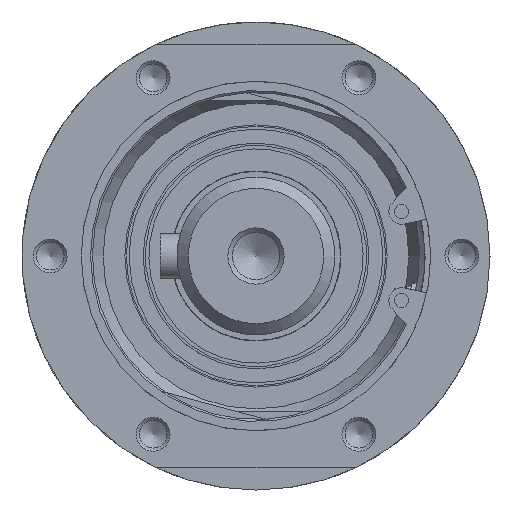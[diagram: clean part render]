
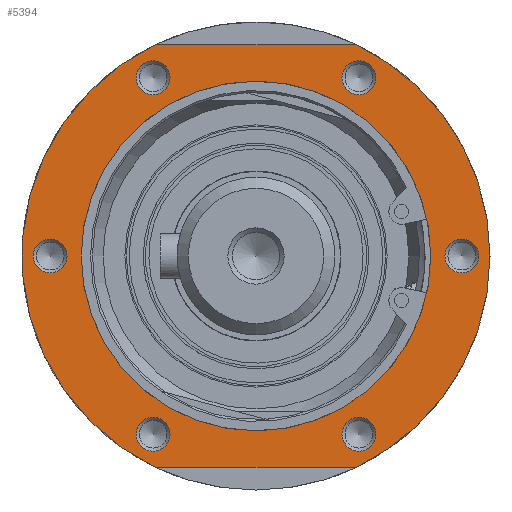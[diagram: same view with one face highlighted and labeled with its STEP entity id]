
A CAD part, left-side view. The second image highlights one B-rep face of the part: STEP entity #5394.
In plain terms, the highlighted planar face has unit normal (-1, 0, 0).
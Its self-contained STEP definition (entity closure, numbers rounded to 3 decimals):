
#439=FACE_BOUND('',#976,.T.);
#440=FACE_BOUND('',#977,.T.);
#441=FACE_BOUND('',#978,.T.);
#442=FACE_BOUND('',#979,.T.);
#443=FACE_BOUND('',#980,.T.);
#444=FACE_BOUND('',#981,.T.);
#445=FACE_BOUND('',#982,.T.);
#499=PLANE('',#5789);
#670=FACE_OUTER_BOUND('',#975,.T.);
#975=EDGE_LOOP('',(#3871,#3872,#3873,#3874,#3875));
#976=EDGE_LOOP('',(#3876));
#977=EDGE_LOOP('',(#3877));
#978=EDGE_LOOP('',(#3878));
#979=EDGE_LOOP('',(#3879,#3880));
#980=EDGE_LOOP('',(#3881));
#981=EDGE_LOOP('',(#3882));
#982=EDGE_LOOP('',(#3883));
#1338=CIRCLE('',#5782,41.5);
#1339=CIRCLE('',#5783,41.5);
#1340=CIRCLE('',#5784,41.5);
#1341=CIRCLE('',#5786,3.);
#1344=CIRCLE('',#5790,3.);
#1345=CIRCLE('',#5791,3.);
#1346=CIRCLE('',#5792,3.);
#1347=CIRCLE('',#5793,31.);
#1348=CIRCLE('',#5794,31.);
#1349=CIRCLE('',#5795,3.);
#1350=CIRCLE('',#5796,3.);
#1662=LINE('',#8297,#2037);
#1666=LINE('',#8308,#2041);
#2037=VECTOR('',#6551,10.);
#2041=VECTOR('',#6561,10.);
#2451=VERTEX_POINT('',#8294);
#2452=VERTEX_POINT('',#8296);
#2455=VERTEX_POINT('',#8305);
#2456=VERTEX_POINT('',#8307);
#2459=VERTEX_POINT('',#8315);
#2460=VERTEX_POINT('',#8321);
#2463=VERTEX_POINT('',#8329);
#2464=VERTEX_POINT('',#8331);
#2465=VERTEX_POINT('',#8333);
#2466=VERTEX_POINT('',#8335);
#2467=VERTEX_POINT('',#8336);
#2468=VERTEX_POINT('',#8339);
#2469=VERTEX_POINT('',#8341);
#3010=EDGE_CURVE('',#2452,#2451,#1662,.T.);
#3015=EDGE_CURVE('',#2456,#2455,#1666,.T.);
#3020=EDGE_CURVE('',#2459,#2451,#1338,.T.);
#3021=EDGE_CURVE('',#2452,#2455,#1339,.T.);
#3022=EDGE_CURVE('',#2456,#2459,#1340,.T.);
#3023=EDGE_CURVE('',#2460,#2460,#1341,.T.);
#3027=EDGE_CURVE('',#2463,#2463,#1344,.T.);
#3028=EDGE_CURVE('',#2464,#2464,#1345,.T.);
#3029=EDGE_CURVE('',#2465,#2465,#1346,.T.);
#3030=EDGE_CURVE('',#2466,#2467,#1347,.T.);
#3031=EDGE_CURVE('',#2467,#2466,#1348,.T.);
#3032=EDGE_CURVE('',#2468,#2468,#1349,.T.);
#3033=EDGE_CURVE('',#2469,#2469,#1350,.T.);
#3871=ORIENTED_EDGE('',*,*,#3010,.T.);
#3872=ORIENTED_EDGE('',*,*,#3020,.F.);
#3873=ORIENTED_EDGE('',*,*,#3022,.F.);
#3874=ORIENTED_EDGE('',*,*,#3015,.T.);
#3875=ORIENTED_EDGE('',*,*,#3021,.F.);
#3876=ORIENTED_EDGE('',*,*,#3027,.F.);
#3877=ORIENTED_EDGE('',*,*,#3028,.F.);
#3878=ORIENTED_EDGE('',*,*,#3029,.F.);
#3879=ORIENTED_EDGE('',*,*,#3030,.T.);
#3880=ORIENTED_EDGE('',*,*,#3031,.T.);
#3881=ORIENTED_EDGE('',*,*,#3032,.F.);
#3882=ORIENTED_EDGE('',*,*,#3033,.F.);
#3883=ORIENTED_EDGE('',*,*,#3023,.F.);
#5394=ADVANCED_FACE('',(#670,#439,#440,#441,#442,#443,#444,#445),#499,.T.);
#5782=AXIS2_PLACEMENT_3D('',#8317,#6570,#6571);
#5783=AXIS2_PLACEMENT_3D('',#8318,#6572,#6573);
#5784=AXIS2_PLACEMENT_3D('',#8319,#6574,#6575);
#5786=AXIS2_PLACEMENT_3D('',#8322,#6578,#6579);
#5789=AXIS2_PLACEMENT_3D('',#8328,#6585,#6586);
#5790=AXIS2_PLACEMENT_3D('',#8330,#6587,#6588);
#5791=AXIS2_PLACEMENT_3D('',#8332,#6589,#6590);
#5792=AXIS2_PLACEMENT_3D('',#8334,#6591,#6592);
#5793=AXIS2_PLACEMENT_3D('',#8337,#6593,#6594);
#5794=AXIS2_PLACEMENT_3D('',#8338,#6595,#6596);
#5795=AXIS2_PLACEMENT_3D('',#8340,#6597,#6598);
#5796=AXIS2_PLACEMENT_3D('',#8342,#6599,#6600);
#6551=DIRECTION('',(0.,-1.,0.));
#6561=DIRECTION('',(0.,1.,0.));
#6570=DIRECTION('center_axis',(1.,0.,0.));
#6571=DIRECTION('ref_axis',(0.,1.,0.));
#6572=DIRECTION('center_axis',(1.,0.,0.));
#6573=DIRECTION('ref_axis',(0.,1.,0.));
#6574=DIRECTION('center_axis',(1.,0.,0.));
#6575=DIRECTION('ref_axis',(0.,1.,0.));
#6578=DIRECTION('center_axis',(-1.,0.,0.));
#6579=DIRECTION('ref_axis',(0.,0.866,0.5));
#6585=DIRECTION('center_axis',(-1.,0.,0.));
#6586=DIRECTION('ref_axis',(0.,0.,
1.));
#6587=DIRECTION('center_axis',(-1.,0.,0.));
#6588=DIRECTION('ref_axis',(0.,0.,
1.));
#6589=DIRECTION('center_axis',(-1.,0.,0.));
#6590=DIRECTION('ref_axis',(0.,-0.866,0.5));
#6591=DIRECTION('center_axis',(-1.,0.,0.));
#6592=DIRECTION('ref_axis',(0.,-0.866,-0.5));
#6593=DIRECTION('center_axis',(1.,0.,0.));
#6594=DIRECTION('ref_axis',(0.,1.,0.));
#6595=DIRECTION('center_axis',(1.,0.,0.));
#6596=DIRECTION('ref_axis',(0.,1.,0.));
#6597=DIRECTION('center_axis',(-1.,0.,0.));
#6598=DIRECTION('ref_axis',(0.,0.,
-1.));
#6599=DIRECTION('center_axis',(-1.,0.,0.));
#6600=DIRECTION('ref_axis',(0.,0.866,-0.5));
#8294=CARTESIAN_POINT('',(-245.5,-17.776,-37.5));
#8296=CARTESIAN_POINT('',(-245.5,17.776,-37.5));
#8297=CARTESIAN_POINT('',(-245.5,4.214,-37.5));
#8305=CARTESIAN_POINT('',(-245.5,17.776,37.5));
#8307=CARTESIAN_POINT('',(-245.5,-17.776,37.5));
#8308=CARTESIAN_POINT('',(-245.5,32.036,37.5));
#8315=CARTESIAN_POINT('',(-245.5,-41.5,0.));
#8317=CARTESIAN_POINT('Origin',(-245.5,0.,0.));
#8318=CARTESIAN_POINT('Origin',(-245.5,0.,0.));
#8319=CARTESIAN_POINT('Origin',(-245.5,0.,0.));
#8321=CARTESIAN_POINT('',(-245.5,-20.848,30.11));
#8322=CARTESIAN_POINT('Origin',(-245.5,-18.25,31.61));
#8328=CARTESIAN_POINT('Origin',(-245.5,36.25,0.));
#8329=CARTESIAN_POINT('',(-245.5,-36.5,-3.));
#8330=CARTESIAN_POINT('Origin',(-245.5,-36.5,0.));
#8331=CARTESIAN_POINT('',(-245.5,-15.652,-33.11));
#8332=CARTESIAN_POINT('Origin',(-245.5,-18.25,-31.61));
#8333=CARTESIAN_POINT('',(-245.5,20.848,-30.11));
#8334=CARTESIAN_POINT('Origin',(-245.5,18.25,-31.61));
#8335=CARTESIAN_POINT('',(-245.5,31.,0.));
#8336=CARTESIAN_POINT('',(-245.5,-31.,0.));
#8337=CARTESIAN_POINT('Origin',(-245.5,0.,0.));
#8338=CARTESIAN_POINT('Origin',(-245.5,0.,0.));
#8339=CARTESIAN_POINT('',(-245.5,36.5,3.));
#8340=CARTESIAN_POINT('Origin',(-245.5,36.5,0.));
#8341=CARTESIAN_POINT('',(-245.5,15.652,33.11));
#8342=CARTESIAN_POINT('Origin',(-245.5,18.25,31.61));
